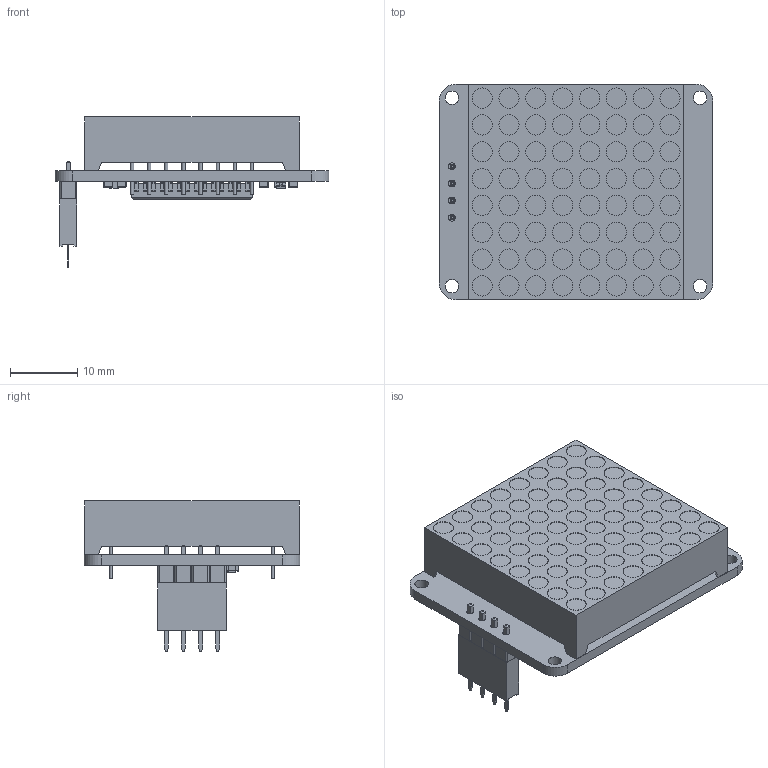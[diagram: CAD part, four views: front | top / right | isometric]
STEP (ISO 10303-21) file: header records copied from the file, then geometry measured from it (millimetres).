
FILE_DESCRIPTION(('FreeCAD Model'),'2;1');
FILE_NAME('Open CASCADE Shape Model','2023-04-09T16:25:59',( 'kicad StepUp'),('ksu MCAD'),'Open CASCADE STEP processor 7.5', 'FreeCAD','Unknown');
FILE_SCHEMA(('AUTOMOTIVE_DESIGN { 1 0 10303 214 1 1 1 1 }'));
Length unit declared in the file: millimetre
Products named in the file (1): Adafruit_1_2inch_8x8_backpack_v2_cp001_sp
Bounding box: 40.64 x 32 x 22.27 mm (x, y, z)
Volume: 7885.6 mm3; surface area: 7373 mm2
Topology: 22 solids, 22 shells, 1223 faces, 2890 edges, 1760 vertices
Faces by surface type: plane 783, cylinder 360, sphere 80
Full cylindrical faces by diameter (mm): 0.3 x1, 0.5 x27, 0.8 x16, 1.016 x4, 2 x4, 3 x64
Entity records: 42727 total; most frequent: DIRECTION 5978, CARTESIAN_POINT 5794, ORIENTED_EDGE 5620, EDGE_CURVE 2810, LINE 2090, VECTOR 2090, AXIS2_PLACEMENT_3D 1944, VERTEX_POINT 1760
